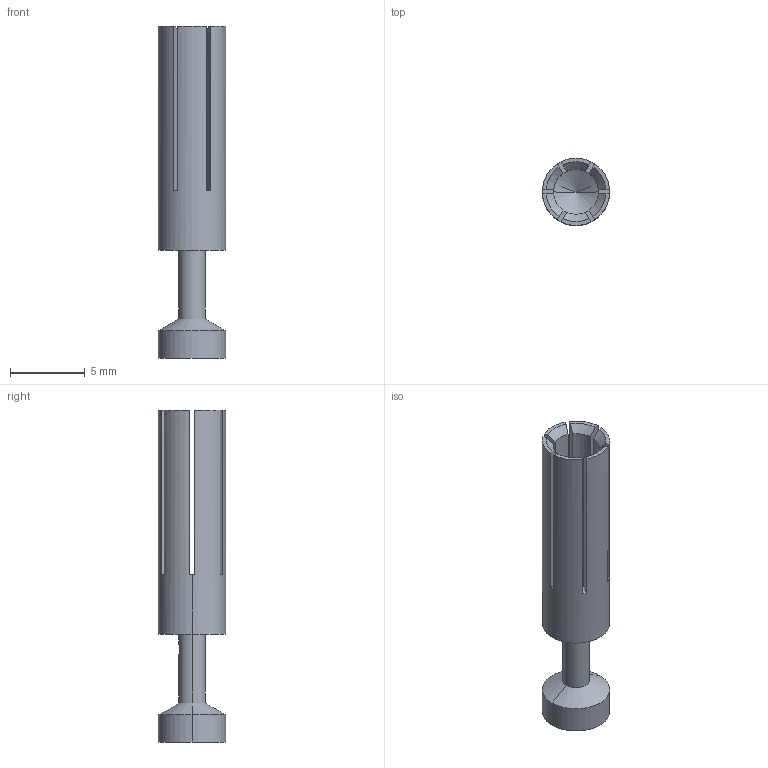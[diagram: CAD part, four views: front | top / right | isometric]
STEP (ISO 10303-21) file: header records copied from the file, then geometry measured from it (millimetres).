
FILE_DESCRIPTION (( 'STEP AP203' ), '1' );
FILE_NAME ('14105164.step', '2025-03-19T11:47:38', ( '' ), ( '' ), 'SwSTEP 2.0', 'SolidWorks 2024', '' );
FILE_SCHEMA (( 'CONFIG_CONTROL_DESIGN' ));
Length unit declared in the file: millimetre
Products named in the file (1): 14105164
Bounding box: 4.5 x 4.5 x 22.2 mm (x, y, z)
Volume: 181.3 mm3; surface area: 506.3 mm2
Topology: 1 solids, 1 shells, 57 faces, 146 edges, 88 vertices
Faces by surface type: plane 26, cylinder 17, cone 14
Entity records: 1811 total; most frequent: CARTESIAN_POINT 366, DIRECTION 296, ORIENTED_EDGE 284, EDGE_CURVE 142, AXIS2_PLACEMENT_3D 114, VERTEX_POINT 88, LINE 68, VECTOR 68
